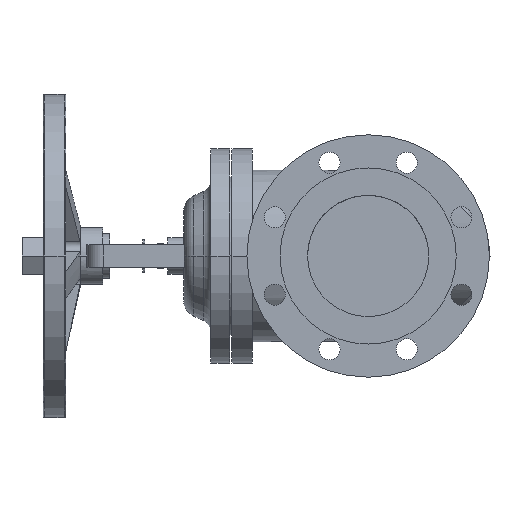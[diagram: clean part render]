
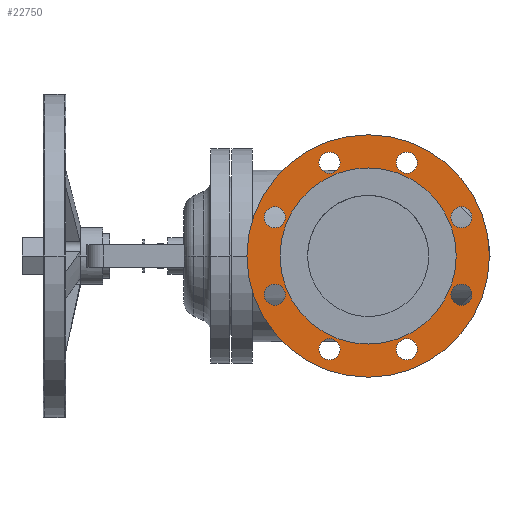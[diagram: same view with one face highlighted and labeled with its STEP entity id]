
A CAD part, left-side view. The second image highlights one B-rep face of the part: STEP entity #22750.
In plain terms, the highlighted planar face has unit normal (-1, 0, 0).
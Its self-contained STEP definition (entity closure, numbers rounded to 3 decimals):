
#10490=CARTESIAN_POINT('',(5.,0.,150.));
#10500=VERTEX_POINT('',#10490);
#10660=CARTESIAN_POINT('',(5.,0.,-150.));
#10670=VERTEX_POINT('',#10660);
#10700=CARTESIAN_POINT('',(5.,0.,0.));
#10710=DIRECTION('',(1.,0.,0.));
#10720=DIRECTION('',(0.,0.,-1.));
#10730=AXIS2_PLACEMENT_3D('',#10700,#10710,#10720);
#10740=CIRCLE('',#10730,150.);
#10750=EDGE_CURVE('',#10500,#10670,#10740,.T.);
#10980=CARTESIAN_POINT('',(5.,47.835,-128.485));
#10990=VERTEX_POINT('',#10980);
#11150=CARTESIAN_POINT('',(5.,47.835,-102.485));
#11160=VERTEX_POINT('',#11150);
#11190=CARTESIAN_POINT('',(5.,47.835,-115.485));
#11200=DIRECTION('',(-1.,0.,0.));
#11210=DIRECTION('',(0.,0.,-1.));
#11220=AXIS2_PLACEMENT_3D('',#11190,#11200,#11210);
#11230=CIRCLE('',#11220,13.);
#11240=EDGE_CURVE('',#10990,#11160,#11230,.T.);
#11470=CARTESIAN_POINT('',(5.,-47.835,-128.485));
#11480=VERTEX_POINT('',#11470);
#11640=CARTESIAN_POINT('',(5.,-47.835,-102.485));
#11650=VERTEX_POINT('',#11640);
#11680=CARTESIAN_POINT('',(5.,-47.835,-115.485));
#11690=DIRECTION('',(-1.,0.,0.));
#11700=DIRECTION('',(0.,0.,-1.));
#11710=AXIS2_PLACEMENT_3D('',#11680,#11690,#11700);
#11720=CIRCLE('',#11710,13.);
#11730=EDGE_CURVE('',#11480,#11650,#11720,.T.);
#11960=CARTESIAN_POINT('',(5.,115.485,-60.835));
#11970=VERTEX_POINT('',#11960);
#12130=CARTESIAN_POINT('',(5.,115.485,-34.835));
#12140=VERTEX_POINT('',#12130);
#12170=CARTESIAN_POINT('',(5.,115.485,-47.835));
#12180=DIRECTION('',(-1.,0.,0.));
#12190=DIRECTION('',(0.,0.,-1.));
#12200=AXIS2_PLACEMENT_3D('',#12170,#12180,#12190);
#12210=CIRCLE('',#12200,13.);
#12220=EDGE_CURVE('',#11970,#12140,#12210,.T.);
#12450=CARTESIAN_POINT('',(5.,-115.485,-60.835));
#12460=VERTEX_POINT('',#12450);
#12620=CARTESIAN_POINT('',(5.,-115.485,-34.835));
#12630=VERTEX_POINT('',#12620);
#12660=CARTESIAN_POINT('',(5.,-115.485,-47.835));
#12670=DIRECTION('',(-1.,0.,0.));
#12680=DIRECTION('',(0.,0.,-1.));
#12690=AXIS2_PLACEMENT_3D('',#12660,#12670,#12680);
#12700=CIRCLE('',#12690,13.);
#12710=EDGE_CURVE('',#12460,#12630,#12700,.T.);
#12940=CARTESIAN_POINT('',(5.,115.485,34.835));
#12950=VERTEX_POINT('',#12940);
#12980=CARTESIAN_POINT('',(5.,115.485,47.835));
#12990=DIRECTION('',(-1.,0.,0.));
#13000=DIRECTION('',(0.,0.,-1.));
#13010=AXIS2_PLACEMENT_3D('',#12980,#12990,#13000);
#13020=CIRCLE('',#13010,13.);
#13030=CARTESIAN_POINT('',(5.,115.485,60.835));
#13040=VERTEX_POINT('',#13030);
#13050=EDGE_CURVE('',#13040,#12950,#13020,.T.);
#13430=CARTESIAN_POINT('',(5.,-115.485,60.835));
#13440=VERTEX_POINT('',#13430);
#13600=CARTESIAN_POINT('',(5.,-115.485,34.835));
#13610=VERTEX_POINT('',#13600);
#13640=CARTESIAN_POINT('',(5.,-115.485,47.835));
#13650=DIRECTION('',(-1.,0.,0.));
#13660=DIRECTION('',(0.,0.,-1.));
#13670=AXIS2_PLACEMENT_3D('',#13640,#13650,#13660);
#13680=CIRCLE('',#13670,13.);
#13690=EDGE_CURVE('',#13440,#13610,#13680,.T.);
#13920=CARTESIAN_POINT('',(5.,47.835,128.485));
#13930=VERTEX_POINT('',#13920);
#14090=CARTESIAN_POINT('',(5.,47.835,102.485));
#14100=VERTEX_POINT('',#14090);
#14130=CARTESIAN_POINT('',(5.,47.835,115.485));
#14140=DIRECTION('',(-1.,0.,0.));
#14150=DIRECTION('',(0.,0.,-1.));
#14160=AXIS2_PLACEMENT_3D('',#14130,#14140,#14150);
#14170=CIRCLE('',#14160,13.);
#14180=EDGE_CURVE('',#13930,#14100,#14170,.T.);
#14410=CARTESIAN_POINT('',(5.,-47.835,102.485));
#14420=VERTEX_POINT('',#14410);
#14580=CARTESIAN_POINT('',(5.,-47.835,128.485));
#14590=VERTEX_POINT('',#14580);
#14620=CARTESIAN_POINT('',(5.,-47.835,115.485));
#14630=DIRECTION('',(-1.,0.,0.));
#14640=DIRECTION('',(0.,0.,-1.));
#14650=AXIS2_PLACEMENT_3D('',#14620,#14630,#14640);
#14660=CIRCLE('',#14650,13.);
#14670=EDGE_CURVE('',#14420,#14590,#14660,.T.);
#14900=CARTESIAN_POINT('',(5.,109.,0.));
#14910=VERTEX_POINT('',#14900);
#15070=CARTESIAN_POINT('',(5.,-109.,0.));
#15080=VERTEX_POINT('',#15070);
#15110=CARTESIAN_POINT('',(5.,0.,0.));
#15120=DIRECTION('',(-1.,0.,0.));
#15130=DIRECTION('',(0.,1.,0.));
#15140=AXIS2_PLACEMENT_3D('',#15110,#15120,#15130);
#15150=CIRCLE('',#15140,109.);
#15160=EDGE_CURVE('',#14910,#15080,#15150,.T.);
#22200=CARTESIAN_POINT('',(5.,129.5,0.));
#22210=DIRECTION('',(1.,0.,0.));
#22220=DIRECTION('',(0.,-1.,0.));
#22230=AXIS2_PLACEMENT_3D('',#22200,#22210,#22220);
#22240=PLANE('',#22230);
#22250=EDGE_CURVE('',#15080,#14910,#15150,.T.);
#22260=ORIENTED_EDGE('',*,*,#22250,.F.);
#22270=ORIENTED_EDGE('',*,*,#15160,.F.);
#22280=EDGE_LOOP('',(#22270,#22260));
#22290=FACE_BOUND('',#22280,.T.);
#22300=EDGE_CURVE('',#10670,#10500,#10740,.T.);
#22310=ORIENTED_EDGE('',*,*,#22300,.F.);
#22320=ORIENTED_EDGE('',*,*,#10750,.F.);
#22330=EDGE_LOOP('',(#22320,#22310));
#22340=FACE_OUTER_BOUND('',#22330,.T.);
#22350=EDGE_CURVE('',#11160,#10990,#11230,.T.);
#22360=ORIENTED_EDGE('',*,*,#22350,.F.);
#22370=ORIENTED_EDGE('',*,*,#11240,.F.);
#22380=EDGE_LOOP('',(#22370,#22360));
#22390=FACE_BOUND('',#22380,.T.);
#22400=EDGE_CURVE('',#11650,#11480,#11720,.T.);
#22410=ORIENTED_EDGE('',*,*,#22400,.F.);
#22420=ORIENTED_EDGE('',*,*,#11730,.F.);
#22430=EDGE_LOOP('',(#22420,#22410));
#22440=FACE_BOUND('',#22430,.T.);
#22450=EDGE_CURVE('',#12140,#11970,#12210,.T.);
#22460=ORIENTED_EDGE('',*,*,#22450,.F.);
#22470=ORIENTED_EDGE('',*,*,#12220,.F.);
#22480=EDGE_LOOP('',(#22470,#22460));
#22490=FACE_BOUND('',#22480,.T.);
#22500=EDGE_CURVE('',#12630,#12460,#12700,.T.);
#22510=ORIENTED_EDGE('',*,*,#22500,.F.);
#22520=ORIENTED_EDGE('',*,*,#12710,.F.);
#22530=EDGE_LOOP('',(#22520,#22510));
#22540=FACE_BOUND('',#22530,.T.);
#22550=EDGE_CURVE('',#12950,#13040,#13020,.T.);
#22560=ORIENTED_EDGE('',*,*,#22550,.F.);
#22570=ORIENTED_EDGE('',*,*,#13050,.F.);
#22580=EDGE_LOOP('',(#22570,#22560));
#22590=FACE_BOUND('',#22580,.T.);
#22600=EDGE_CURVE('',#13610,#13440,#13680,.T.);
#22610=ORIENTED_EDGE('',*,*,#22600,.F.);
#22620=ORIENTED_EDGE('',*,*,#13690,.F.);
#22630=EDGE_LOOP('',(#22620,#22610));
#22640=FACE_BOUND('',#22630,.T.);
#22650=EDGE_CURVE('',#14100,#13930,#14170,.T.);
#22660=ORIENTED_EDGE('',*,*,#22650,.F.);
#22670=ORIENTED_EDGE('',*,*,#14180,.F.);
#22680=EDGE_LOOP('',(#22670,#22660));
#22690=FACE_BOUND('',#22680,.T.);
#22700=EDGE_CURVE('',#14590,#14420,#14660,.T.);
#22710=ORIENTED_EDGE('',*,*,#22700,.F.);
#22720=ORIENTED_EDGE('',*,*,#14670,.F.);
#22730=EDGE_LOOP('',(#22720,#22710));
#22740=FACE_BOUND('',#22730,.T.);
#22750=ADVANCED_FACE('',(#22290,#22340,#22390,#22440,#22490,#22540,
#22590,#22640,#22690,#22740),#22240,.F.);
